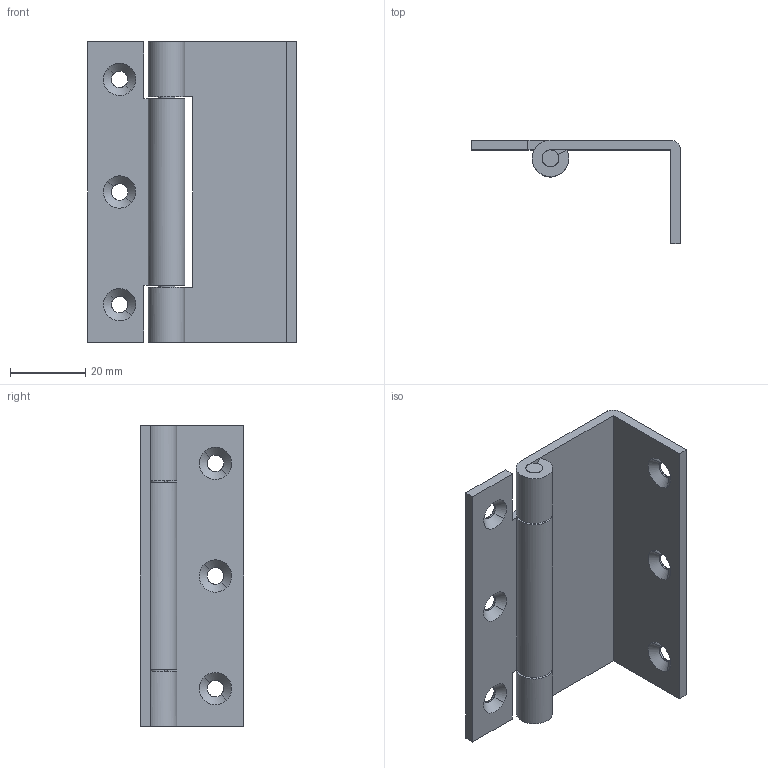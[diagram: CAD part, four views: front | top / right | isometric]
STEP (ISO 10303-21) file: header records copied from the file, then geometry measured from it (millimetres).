
FILE_DESCRIPTION((''),'2;1');
FILE_NAME('','2011-04-26T15:17:34',(''),(''),'','CADfix','');
FILE_SCHEMA(('AUTOMOTIVE_DESIGN { 1 0 10303 214 1 1 1 1 }'));
Length unit declared in the file: millimetre
Bounding box: 55.6 x 27.5 x 80 mm (x, y, z)
Volume: 19814 mm3; surface area: 17332.6 mm2
Topology: 3 solids, 3 shells, 57 faces, 239 edges, 188 vertices
Faces by surface type: bspline 57
Entity records: 3468 total; most frequent: CARTESIAN_POINT 2057, ORIENTED_EDGE 478, EDGE_CURVE 239, VERTEX_POINT 188, B_SPLINE_CURVE_WITH_KNOTS 152, QUASI_UNIFORM_CURVE 87, EDGE_LOOP 69, FACE_OUTER_BOUND 57
